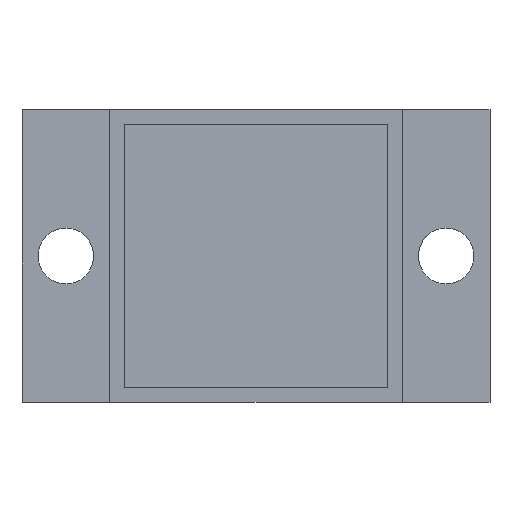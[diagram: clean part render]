
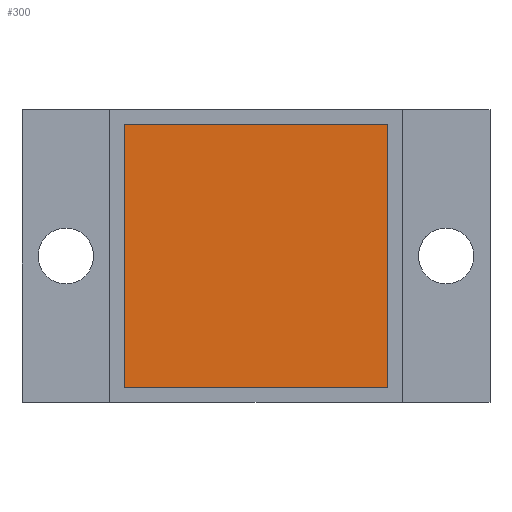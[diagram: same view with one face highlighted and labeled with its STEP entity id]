
A CAD part, top view. The second image highlights one B-rep face of the part: STEP entity #300.
In plain terms, the highlighted planar face has unit normal (0, 0, 1).
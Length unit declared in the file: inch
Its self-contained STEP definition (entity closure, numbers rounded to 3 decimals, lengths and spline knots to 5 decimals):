
#8 = CARTESIAN_POINT ( 'NONE',  ( 0.35433, 0.35433, 0.11417 ) ) ;
#20 = CARTESIAN_POINT ( 'NONE',  ( 0., 0., 0.11417 ) ) ;
#22 = DIRECTION ( 'NONE',  ( 0., 0., 1. ) ) ;
#41 = DIRECTION ( 'NONE',  ( 1., 0., 0. ) ) ;
#66 = EDGE_CURVE ( 'NONE', #550, #146, #296, .T. ) ;
#69 = CARTESIAN_POINT ( 'NONE',  ( 0.35433, -0.35433, 0.11417 ) ) ;
#70 = CARTESIAN_POINT ( 'NONE',  ( -0.35433, 0.35433, 0.11417 ) ) ;
#73 = ORIENTED_EDGE ( 'NONE', *, *, #258, .T. ) ;
#101 = VECTOR ( 'NONE', #397, 39.37008 ) ;
#124 = VECTOR ( 'NONE', #415, 39.37008 ) ;
#133 = VERTEX_POINT ( 'NONE', #504 ) ;
#146 = VERTEX_POINT ( 'NONE', #401 ) ;
#223 = PLANE ( 'NONE',  #507 ) ;
#226 = CARTESIAN_POINT ( 'NONE',  ( -0.35433, -0.35433, 0.11417 ) ) ;
#230 = CARTESIAN_POINT ( 'NONE',  ( 0.35433, 0.35433, 0.11417 ) ) ;
#236 = EDGE_CURVE ( 'NONE', #146, #133, #555, .T. ) ;
#249 = LINE ( 'NONE', #433, #124 ) ;
#258 = EDGE_CURVE ( 'NONE', #280, #550, #249, .T. ) ;
#269 = DIRECTION ( 'NONE',  ( 0., -1., 0. ) ) ;
#280 = VERTEX_POINT ( 'NONE', #69 ) ;
#290 = EDGE_LOOP ( 'NONE', ( #441, #73, #502, #565 ) ) ;
#296 = LINE ( 'NONE', #8, #101 ) ;
#300 = ADVANCED_FACE ( 'NONE', ( #629 ), #223, .T. ) ;
#310 = DIRECTION ( 'NONE',  ( 1., 0., 0. ) ) ;
#359 = VECTOR ( 'NONE', #41, 39.37008 ) ;
#394 = VECTOR ( 'NONE', #269, 39.37008 ) ;
#397 = DIRECTION ( 'NONE',  ( -1., 0., 0. ) ) ;
#401 = CARTESIAN_POINT ( 'NONE',  ( -0.35433, 0.35433, 0.11417 ) ) ;
#405 = LINE ( 'NONE', #226, #359 ) ;
#415 = DIRECTION ( 'NONE',  ( 0., 1., 0. ) ) ;
#433 = CARTESIAN_POINT ( 'NONE',  ( 0.35433, -0.35433, 0.11417 ) ) ;
#441 = ORIENTED_EDGE ( 'NONE', *, *, #537, .T. ) ;
#502 = ORIENTED_EDGE ( 'NONE', *, *, #66, .T. ) ;
#504 = CARTESIAN_POINT ( 'NONE',  ( -0.35433, -0.35433, 0.11417 ) ) ;
#507 = AXIS2_PLACEMENT_3D ( 'NONE', #20, #22, #310 ) ;
#537 = EDGE_CURVE ( 'NONE', #133, #280, #405, .T. ) ;
#550 = VERTEX_POINT ( 'NONE', #230 ) ;
#555 = LINE ( 'NONE', #70, #394 ) ;
#565 = ORIENTED_EDGE ( 'NONE', *, *, #236, .T. ) ;
#629 = FACE_OUTER_BOUND ( 'NONE', #290, .T. ) ;
